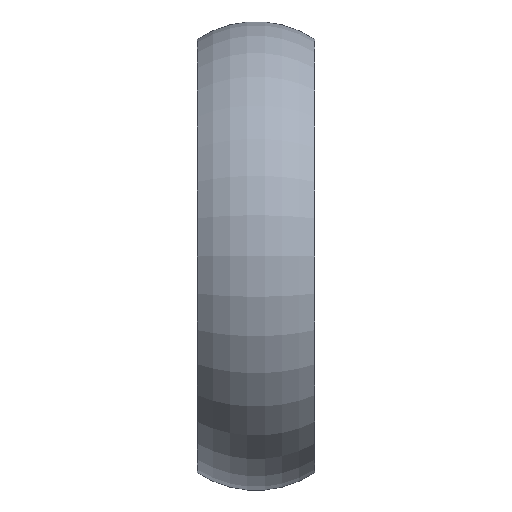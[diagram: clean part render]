
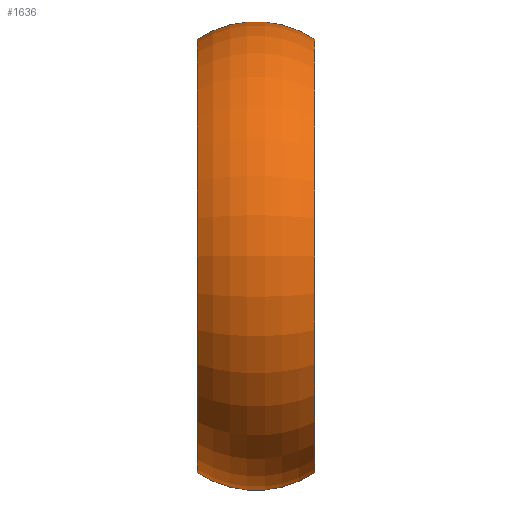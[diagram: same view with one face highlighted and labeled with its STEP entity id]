
A CAD part, left-side view. The second image highlights one B-rep face of the part: STEP entity #1636.
In plain terms, the highlighted toroidal (fillet/blend) face has major radius 27.818 mm and minor radius 22.982 mm.
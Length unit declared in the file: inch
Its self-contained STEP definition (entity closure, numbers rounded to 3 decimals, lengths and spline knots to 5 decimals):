
#108 = CARTESIAN_POINT ( 'NONE',  ( 0., 0.125, 0. ) ) ;
#391 = EDGE_CURVE ( 'NONE', #1003, #2000, #415, .T. ) ;
#415 = CIRCLE ( 'NONE', #1342, 1.8493 ) ;
#475 = CARTESIAN_POINT ( 'NONE',  ( 0., 0.125, 1.09519 ) ) ;
#549 = ORIENTED_EDGE ( 'NONE', *, *, #391, .T. ) ;
#639 = CARTESIAN_POINT ( 'NONE',  ( 0., -0.375, 1.8493 ) ) ;
#756 = FACE_OUTER_BOUND ( 'NONE', #1139, .T. ) ;
#902 = DIRECTION ( 'NONE',  ( 0., 0., -1. ) ) ;
#1003 = VERTEX_POINT ( 'NONE', #4797 ) ;
#1139 = EDGE_LOOP ( 'NONE', ( #2556, #549, #1685, #2213 ) ) ;
#1181 = CARTESIAN_POINT ( 'NONE',  ( 0., 0.625, -1.8493 ) ) ;
#1285 = DIRECTION ( 'NONE',  ( 0., 0., -1. ) ) ;
#1297 = DIRECTION ( 'NONE',  ( 0., -1., 0. ) ) ;
#1319 = CARTESIAN_POINT ( 'NONE',  ( 0., 0.625, 0. ) ) ;
#1329 = AXIS2_PLACEMENT_3D ( 'NONE', #2085, #4862, #2497 ) ;
#1342 = AXIS2_PLACEMENT_3D ( 'NONE', #1319, #1297, #1285 ) ;
#1610 = AXIS2_PLACEMENT_3D ( 'NONE', #475, #3334, #902 ) ;
#1636 = ADVANCED_FACE ( 'NONE', ( #756 ), #1850, .T. ) ;
#1685 = ORIENTED_EDGE ( 'NONE', *, *, #4769, .T. ) ;
#1750 = CIRCLE ( 'NONE', #1610, 0.90481 ) ;
#1850 = TOROIDAL_SURFACE ( 'NONE', #2921, 1.09519, 0.90481 ) ;
#2000 = VERTEX_POINT ( 'NONE', #1181 ) ;
#2085 = CARTESIAN_POINT ( 'NONE',  ( 0., -0.375, 0. ) ) ;
#2213 = ORIENTED_EDGE ( 'NONE', *, *, #2752, .F. ) ;
#2314 = CARTESIAN_POINT ( 'NONE',  ( 0., 0.125, -1.09519 ) ) ;
#2497 = DIRECTION ( 'NONE',  ( 0., 0., -1. ) ) ;
#2556 = ORIENTED_EDGE ( 'NONE', *, *, #3390, .F. ) ;
#2711 = DIRECTION ( 'NONE',  ( 0., 0., 1. ) ) ;
#2752 = EDGE_CURVE ( 'NONE', #4753, #4377, #4395, .T. ) ;
#2921 = AXIS2_PLACEMENT_3D ( 'NONE', #108, #4159, #2979 ) ;
#2979 = DIRECTION ( 'NONE',  ( 0., 0., -1. ) ) ;
#3334 = DIRECTION ( 'NONE',  ( 1., 0., 0. ) ) ;
#3390 = EDGE_CURVE ( 'NONE', #1003, #4753, #1750, .T. ) ;
#4159 = DIRECTION ( 'NONE',  ( 0., -1., 0. ) ) ;
#4300 = CIRCLE ( 'NONE', #4450, 0.90481 ) ;
#4377 = VERTEX_POINT ( 'NONE', #4429 ) ;
#4395 = CIRCLE ( 'NONE', #1329, 1.8493 ) ;
#4429 = CARTESIAN_POINT ( 'NONE',  ( 0., -0.375, -1.8493 ) ) ;
#4450 = AXIS2_PLACEMENT_3D ( 'NONE', #2314, #5088, #2711 ) ;
#4753 = VERTEX_POINT ( 'NONE', #639 ) ;
#4769 = EDGE_CURVE ( 'NONE', #2000, #4377, #4300, .T. ) ;
#4797 = CARTESIAN_POINT ( 'NONE',  ( 0., 0.625, 1.8493 ) ) ;
#4862 = DIRECTION ( 'NONE',  ( 0., -1., 0. ) ) ;
#5088 = DIRECTION ( 'NONE',  ( -1., 0., 0. ) ) ;
